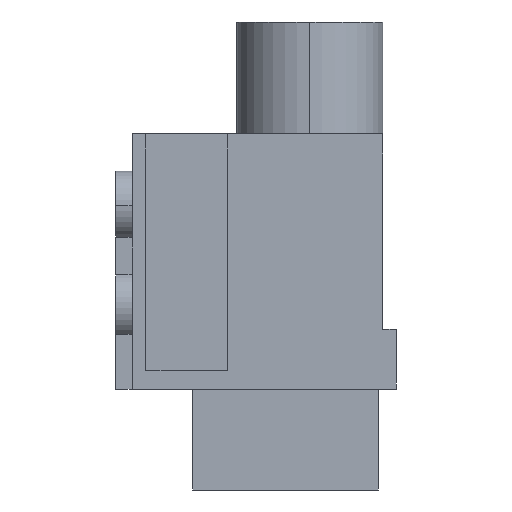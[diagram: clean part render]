
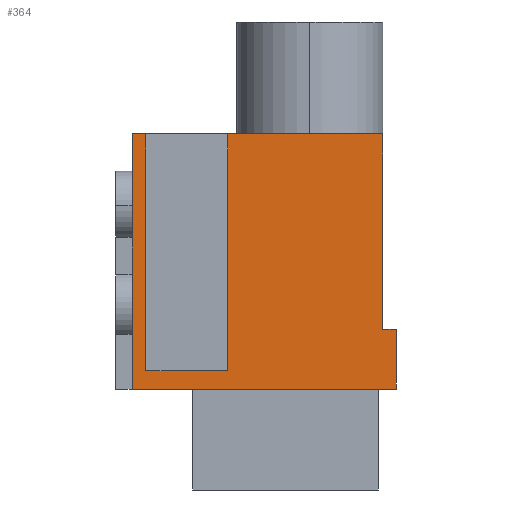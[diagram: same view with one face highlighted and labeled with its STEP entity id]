
A CAD part, left-side view. The second image highlights one B-rep face of the part: STEP entity #364.
In plain terms, the highlighted planar face has unit normal (-1, 0, 0).
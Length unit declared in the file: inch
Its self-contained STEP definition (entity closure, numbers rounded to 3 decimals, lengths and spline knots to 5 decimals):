
#18 = ORIENTED_EDGE ( 'NONE', *, *, #1797, .T. ) ;
#76 = CARTESIAN_POINT ( 'NONE',  ( -1.08353, 0.07753, 0.17717 ) ) ;
#92 = VECTOR ( 'NONE', #860, 39.37008 ) ;
#122 = VERTEX_POINT ( 'NONE', #1309 ) ;
#135 = ORIENTED_EDGE ( 'NONE', *, *, #247, .T. ) ;
#247 = EDGE_CURVE ( 'NONE', #1396, #680, #989, .T. ) ;
#308 = VERTEX_POINT ( 'NONE', #2198 ) ;
#326 = VERTEX_POINT ( 'NONE', #775 ) ;
#332 = FACE_OUTER_BOUND ( 'NONE', #1014, .T. ) ;
#336 = CARTESIAN_POINT ( 'NONE',  ( -1.08353, 0.01847, -0.07874 ) ) ;
#364 = ADVANCED_FACE ( 'NONE', ( #332 ), #1149, .T. ) ;
#419 = DIRECTION ( 'NONE',  ( 0., 0., 1. ) ) ;
#459 = CARTESIAN_POINT ( 'NONE',  ( -1.08353, 1.15233, 1.01575 ) ) ;
#470 = DIRECTION ( 'NONE',  ( 0., -1., 0. ) ) ;
#473 = ORIENTED_EDGE ( 'NONE', *, *, #1311, .F. ) ;
#567 = VECTOR ( 'NONE', #1544, 39.37008 ) ;
#613 = VECTOR ( 'NONE', #1204, 39.37008 ) ;
#642 = CARTESIAN_POINT ( 'NONE',  ( -1.08353, 0.07753, 0.17717 ) ) ;
#670 = LINE ( 'NONE', #682, #92 ) ;
#680 = VERTEX_POINT ( 'NONE', #2660 ) ;
#682 = CARTESIAN_POINT ( 'NONE',  ( -1.08353, 1.0421, 0. ) ) ;
#773 = EDGE_CURVE ( 'NONE', #934, #787, #670, .T. ) ;
#775 = CARTESIAN_POINT ( 'NONE',  ( -1.08353, 0.01847, 0.17717 ) ) ;
#787 = VERTEX_POINT ( 'NONE', #1246 ) ;
#841 = ORIENTED_EDGE ( 'NONE', *, *, #2498, .T. ) ;
#847 = LINE ( 'NONE', #2282, #2482 ) ;
#849 = CARTESIAN_POINT ( 'NONE',  ( -1.08353, 0.07753, -0.07874 ) ) ;
#857 = EDGE_CURVE ( 'NONE', #680, #939, #1060, .T. ) ;
#860 = DIRECTION ( 'NONE',  ( 0., 0., 1. ) ) ;
#874 = LINE ( 'NONE', #642, #1175 ) ;
#912 = VECTOR ( 'NONE', #470, 39.37008 ) ;
#934 = VERTEX_POINT ( 'NONE', #1762 ) ;
#939 = VERTEX_POINT ( 'NONE', #336 ) ;
#971 = EDGE_CURVE ( 'NONE', #308, #1312, #1313, .T. ) ;
#981 = CARTESIAN_POINT ( 'NONE',  ( -1.08353, 0.64249, 1.01575 ) ) ;
#989 = LINE ( 'NONE', #1978, #1737 ) ;
#1014 = EDGE_LOOP ( 'NONE', ( #18, #2493, #473, #1155, #1635, #841, #2255, #2586, #135, #1645 ) ) ;
#1060 = LINE ( 'NONE', #849, #912 ) ;
#1081 = AXIS2_PLACEMENT_3D ( 'NONE', #1990, #1506, #1228 ) ;
#1149 = PLANE ( 'NONE',  #1081 ) ;
#1155 = ORIENTED_EDGE ( 'NONE', *, *, #1596, .F. ) ;
#1175 = VECTOR ( 'NONE', #1695, 39.37008 ) ;
#1196 = CARTESIAN_POINT ( 'NONE',  ( -1.08353, 0.07753, 0. ) ) ;
#1204 = DIRECTION ( 'NONE',  ( 0., -1., 0. ) ) ;
#1228 = DIRECTION ( 'NONE',  ( 0., -1., 0. ) ) ;
#1246 = CARTESIAN_POINT ( 'NONE',  ( -1.08353, 1.0421, 1.01575 ) ) ;
#1273 = CARTESIAN_POINT ( 'NONE',  ( -1.08353, 0.79407, 0. ) ) ;
#1279 = EDGE_CURVE ( 'NONE', #326, #1423, #874, .T. ) ;
#1309 = CARTESIAN_POINT ( 'NONE',  ( -1.08353, 0.07753, 1.01575 ) ) ;
#1311 = EDGE_CURVE ( 'NONE', #122, #1423, #2065, .T. ) ;
#1312 = VERTEX_POINT ( 'NONE', #1273 ) ;
#1313 = LINE ( 'NONE', #1774, #567 ) ;
#1395 = VECTOR ( 'NONE', #2556, 39.37008 ) ;
#1396 = VERTEX_POINT ( 'NONE', #459 ) ;
#1403 = LINE ( 'NONE', #1196, #2046 ) ;
#1423 = VERTEX_POINT ( 'NONE', #76 ) ;
#1464 = CARTESIAN_POINT ( 'NONE',  ( -1.08353, 0.07753, 0. ) ) ;
#1472 = VECTOR ( 'NONE', #1671, 39.37008 ) ;
#1506 = DIRECTION ( 'NONE',  ( -1., 0., 0. ) ) ;
#1544 = DIRECTION ( 'NONE',  ( 0., 0., -1. ) ) ;
#1596 = EDGE_CURVE ( 'NONE', #308, #122, #2021, .T. ) ;
#1635 = ORIENTED_EDGE ( 'NONE', *, *, #971, .T. ) ;
#1645 = ORIENTED_EDGE ( 'NONE', *, *, #857, .T. ) ;
#1671 = DIRECTION ( 'NONE',  ( 0., 0., -1. ) ) ;
#1695 = DIRECTION ( 'NONE',  ( 0., 1., 0. ) ) ;
#1737 = VECTOR ( 'NONE', #1789, 39.37008 ) ;
#1762 = CARTESIAN_POINT ( 'NONE',  ( -1.08353, 1.0421, 0. ) ) ;
#1774 = CARTESIAN_POINT ( 'NONE',  ( -1.08353, 0.79407, 0. ) ) ;
#1789 = DIRECTION ( 'NONE',  ( 0., 0., -1. ) ) ;
#1797 = EDGE_CURVE ( 'NONE', #939, #326, #847, .T. ) ;
#1902 = LINE ( 'NONE', #2531, #1395 ) ;
#1978 = CARTESIAN_POINT ( 'NONE',  ( -1.08353, 1.15233, 0. ) ) ;
#1990 = CARTESIAN_POINT ( 'NONE',  ( -1.08353, 0.07753, 0. ) ) ;
#2021 = LINE ( 'NONE', #981, #613 ) ;
#2026 = DIRECTION ( 'NONE',  ( 0., 1., 0. ) ) ;
#2046 = VECTOR ( 'NONE', #2026, 39.37008 ) ;
#2065 = LINE ( 'NONE', #1464, #1472 ) ;
#2198 = CARTESIAN_POINT ( 'NONE',  ( -1.08353, 0.79407, 1.01575 ) ) ;
#2255 = ORIENTED_EDGE ( 'NONE', *, *, #773, .T. ) ;
#2282 = CARTESIAN_POINT ( 'NONE',  ( -1.08353, 0.01847, 0. ) ) ;
#2482 = VECTOR ( 'NONE', #419, 39.37008 ) ;
#2493 = ORIENTED_EDGE ( 'NONE', *, *, #1279, .T. ) ;
#2498 = EDGE_CURVE ( 'NONE', #1312, #934, #1403, .T. ) ;
#2531 = CARTESIAN_POINT ( 'NONE',  ( -1.08353, 0.64249, 1.01575 ) ) ;
#2556 = DIRECTION ( 'NONE',  ( 0., -1., 0. ) ) ;
#2586 = ORIENTED_EDGE ( 'NONE', *, *, #2674, .F. ) ;
#2660 = CARTESIAN_POINT ( 'NONE',  ( -1.08353, 1.15233, -0.07874 ) ) ;
#2674 = EDGE_CURVE ( 'NONE', #1396, #787, #1902, .T. ) ;
